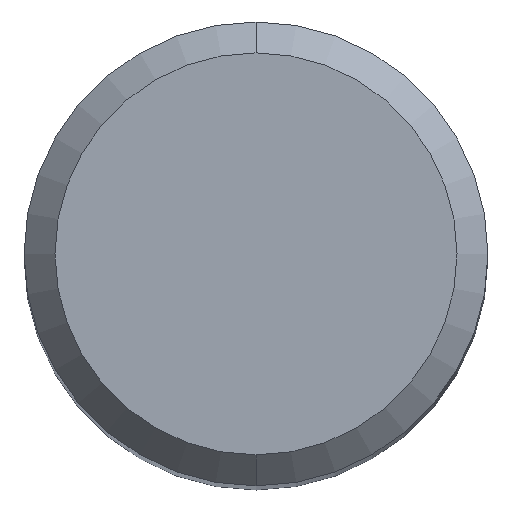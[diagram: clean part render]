
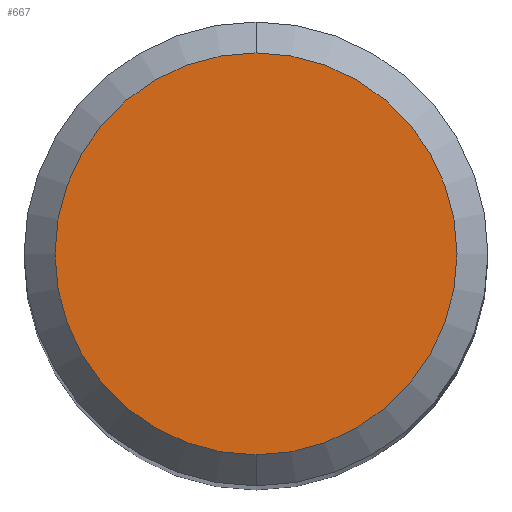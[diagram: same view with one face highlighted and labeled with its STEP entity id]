
A CAD part, top view. The second image highlights one B-rep face of the part: STEP entity #667.
In plain terms, the highlighted planar face has unit normal (0, 0, 1).
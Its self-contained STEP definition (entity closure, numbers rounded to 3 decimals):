
#581=EDGE_CURVE('',#715,#971,#1282,.T.);
#667=ADVANCED_FACE('',(#1378),#1379,.T.);
#691=EDGE_CURVE('',#971,#715,#1405,.T.);
#715=VERTEX_POINT('',#1432);
#971=VERTEX_POINT('',#1712);
#1282=CIRCLE('',#3063,2.6);
#1378=FACE_OUTER_BOUND('',#3324,.T.);
#1379=PLANE('',#3325);
#1405=CIRCLE('',#3398,2.6);
#1432=CARTESIAN_POINT('',(0.,-2.6,0.0));
#1712=CARTESIAN_POINT('',(0.0,2.6,0.0));
#3063=AXIS2_PLACEMENT_3D('',#5156,#5157,#5158);
#3324=EDGE_LOOP('',(#5271,#5272));
#3325=AXIS2_PLACEMENT_3D('',#5273,#5274,#5275);
#3398=AXIS2_PLACEMENT_3D('',#5311,#5312,#5313);
#5156=CARTESIAN_POINT('',(0.0,0.0,0.0));
#5157=DIRECTION('',(0.0,0.0,-1.0));
#5158=DIRECTION('',(0.0,1.0,0.0));
#5271=ORIENTED_EDGE('',*,*,#691,.F.);
#5272=ORIENTED_EDGE('',*,*,#581,.F.);
#5273=CARTESIAN_POINT('',(0.0,1.3,0.0));
#5274=DIRECTION('',(-0.0,0.0,1.0));
#5275=DIRECTION('',(0.0,-1.0,0.0));
#5311=CARTESIAN_POINT('',(0.0,0.0,0.0));
#5312=DIRECTION('',(0.0,0.0,-1.0));
#5313=DIRECTION('',(0.0,1.0,0.0));
